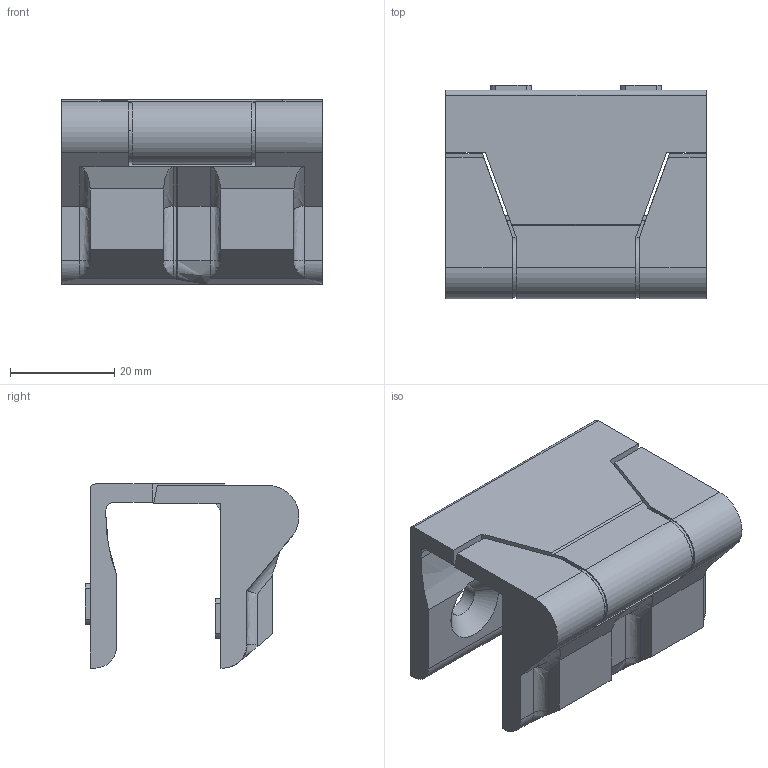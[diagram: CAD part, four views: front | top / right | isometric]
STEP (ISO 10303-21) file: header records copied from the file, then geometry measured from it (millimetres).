
FILE_DESCRIPTION((''),'2;1');
FILE_NAME('','2013-02-25T10:30:09',(''),(''),'','CADfix','');
FILE_SCHEMA(('AUTOMOTIVE_DESIGN { 1 0 10303 214 1 1 1 1 }'));
Length unit declared in the file: millimetre
Bounding box: 50 x 41 x 35.3 mm (x, y, z)
Volume: 26718.2 mm3; surface area: 14172 mm2
Topology: 3 solids, 3 shells, 153 faces, 443 edges, 304 vertices
Faces by surface type: bspline 153
Entity records: 5157 total; most frequent: CARTESIAN_POINT 2633, ORIENTED_EDGE 886, EDGE_CURVE 443, VERTEX_POINT 304, QUASI_UNIFORM_CURVE 253, EDGE_LOOP 167, FACE_OUTER_BOUND 153, ADVANCED_FACE 153
